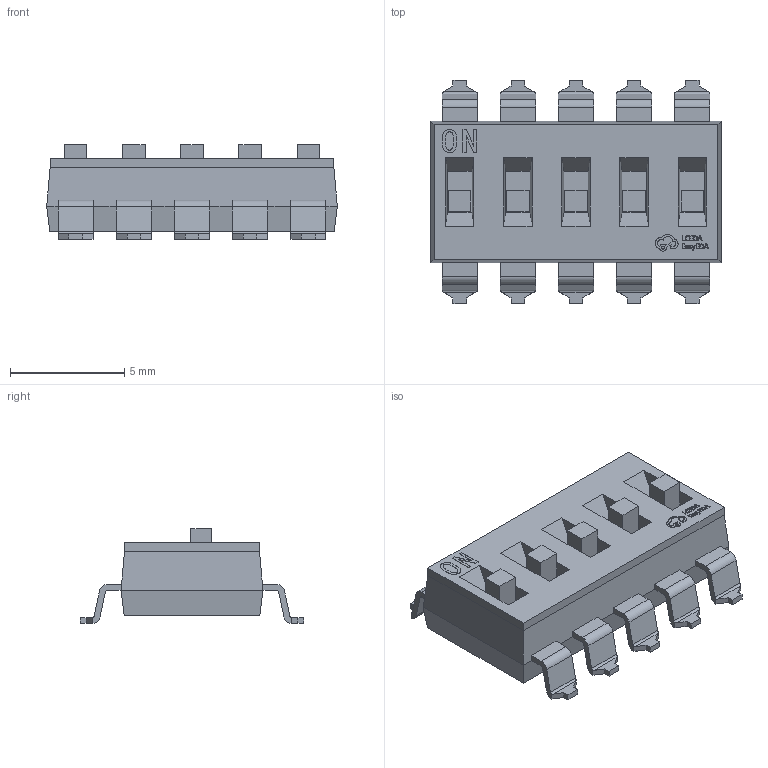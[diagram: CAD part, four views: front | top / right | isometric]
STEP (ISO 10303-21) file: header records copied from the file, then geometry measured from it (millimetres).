
FILE_DESCRIPTION (( 'STEP AP214' ), '1' );
FILE_NAME ('SW-SMD_DSIC-05-LS-GER.STEP', '2025-07-13T11:56:29', ( 'User' ), ( 'China' ), 'SwSTEP 2.0', 'SolidWorks 2020', '' );
FILE_SCHEMA (( 'AUTOMOTIVE_DESIGN' ));
Length unit declared in the file: millimetre
Products named in the file (1): SW-SMD_DSIC-05-LS-GER
Bounding box: 12.7 x 9.76 x 4.15 mm (x, y, z)
Volume: 245.7 mm3; surface area: 419.3 mm2
Topology: 1 solids, 1 shells, 481 faces, 1313 edges, 866 vertices
Faces by surface type: plane 335, bspline 106, cylinder 40
Entity records: 21388 total; most frequent: CARTESIAN_POINT 4671, ORIENTED_EDGE 2626, DIRECTION 1889, EDGE_CURVE 1313, LINE 977, VECTOR 977, VERTEX_POINT 866, EDGE_LOOP 513
